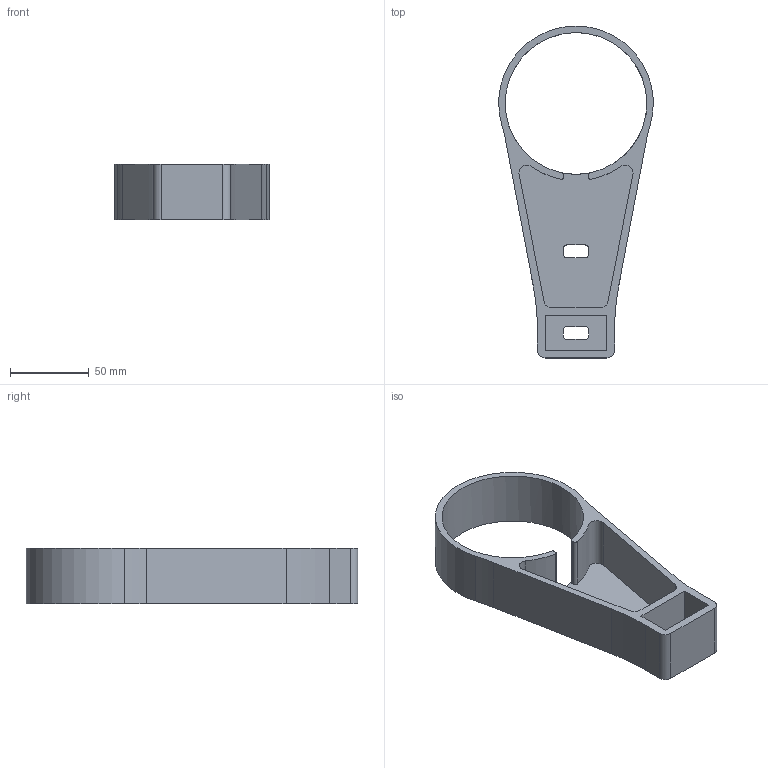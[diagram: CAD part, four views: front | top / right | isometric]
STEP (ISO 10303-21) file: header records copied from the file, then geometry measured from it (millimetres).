
FILE_DESCRIPTION(/* description */ (''),/* implementation_level */ '2;1');
FILE_NAME(/* name */ 'BIG_Alisa v3.step',/* time_stamp */ '2025-02-18T10:35:05+03:00',/* author */ (''),/* organization */ (''),/* preprocessor_version */ 'ST-DEVELOPER v20',/* originating_system */ 'Autodesk Translation Framework v13.14.0.145',/* authorisation */ '');
FILE_SCHEMA (('AUTOMOTIVE_DESIGN { 1 0 10303 214 3 1 1 }'));
Length unit declared in the file: millimetre
Products named in the file (1): alisa
Bounding box: 98.24 x 211.1 x 35 mm (x, y, z)
Volume: 113409.5 mm3; surface area: 58132.6 mm2
Topology: 1 solids, 1 shells, 52 faces, 147 edges, 98 vertices
Faces by surface type: cylinder 26, plane 26
Full cylindrical faces by diameter (mm): 90.1 x1
Entity records: 1750 total; most frequent: DIRECTION 307, CARTESIAN_POINT 298, ORIENTED_EDGE 294, EDGE_CURVE 147, AXIS2_PLACEMENT_3D 107, VERTEX_POINT 98, LINE 93, VECTOR 93
